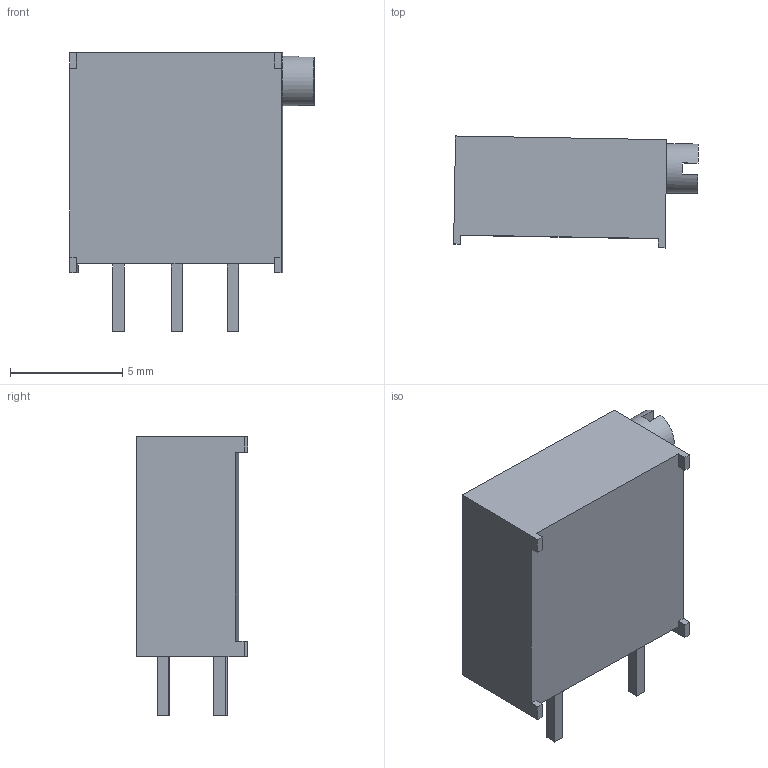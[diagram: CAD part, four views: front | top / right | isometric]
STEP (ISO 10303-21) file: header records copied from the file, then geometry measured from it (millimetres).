
FILE_DESCRIPTION((' '),'2;1');
FILE_NAME( '3296Z.stp', '2022-09-04T14:20:04', (' '), ('--- Datakit www.datakit.com---'), ' Datakit CrossCadWare V2022.3 Jun 15 2022', 'DATAKIT 2022 (c)', ' ');
FILE_SCHEMA(('AP242_MANAGED_MODEL_BASED_3D_ENGINEERING_MIM_LF { 1 0 10303 442 1 1 4 }'));
Length unit declared in the file: millimetre
Products named in the file (1): 3296Z
Bounding box: 10.88 x 4.96 x 12.4 mm (x, y, z)
Volume: 397 mm3; surface area: 382.8 mm2
Topology: 1 solids, 1 shells, 41 faces, 105 edges, 70 vertices
Faces by surface type: plane 40, cylinder 1
Full cylindrical faces by diameter (mm): 2.2 x1
Entity records: 1293 total; most frequent: CARTESIAN_POINT 214, ORIENTED_EDGE 206, DIRECTION 192, EDGE_CURVE 103, VECTOR 98, LINE 98, VERTEX_POINT 69, AXIS2_PLACEMENT_3D 47
